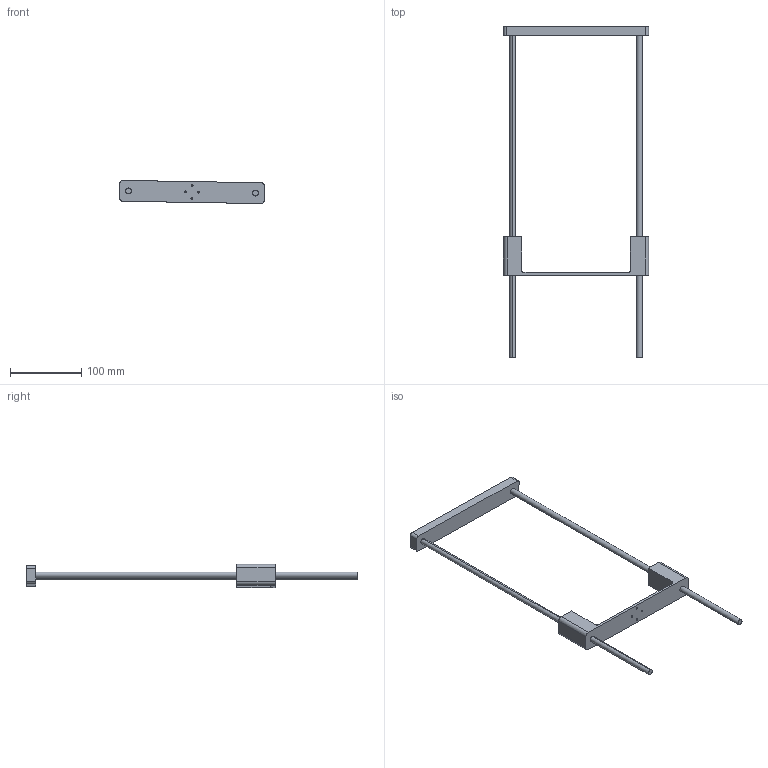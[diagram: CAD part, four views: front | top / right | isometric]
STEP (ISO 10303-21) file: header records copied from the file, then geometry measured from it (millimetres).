
FILE_DESCRIPTION (( 'STEP AP203' ), '1' );
FILE_NAME ('motor_testing stand.STEP', '2024-04-19T16:48:51', ( '' ), ( '' ), 'SwSTEP 2.0', 'SolidWorks 2024', '' );
FILE_SCHEMA (( 'CONFIG_CONTROL_DESIGN' ));
Length unit declared in the file: millimetre
Products named in the file (4): motor_testing stand; motor test; motor_test_cap; rod_25_18in
Assembly tree (4 placements, depth 2):
  motor_testing stand
    rod_25_18in  x2
    motor_test_cap
    motor test
Bounding box: 203.49 x 463.55 x 32.42 mm (x, y, z)
Volume: 181228.4 mm3; surface area: 69711.9 mm2
Topology: 6 solids, 6 shells, 64 faces, 150 edges, 100 vertices
Faces by surface type: cylinder 38, plane 26
Entity records: 2254 total; most frequent: DIRECTION 350, CARTESIAN_POINT 307, ORIENTED_EDGE 288, EDGE_CURVE 144, AXIS2_PLACEMENT_3D 139, VERTEX_POINT 96, EDGE_LOOP 78, VECTOR 72
